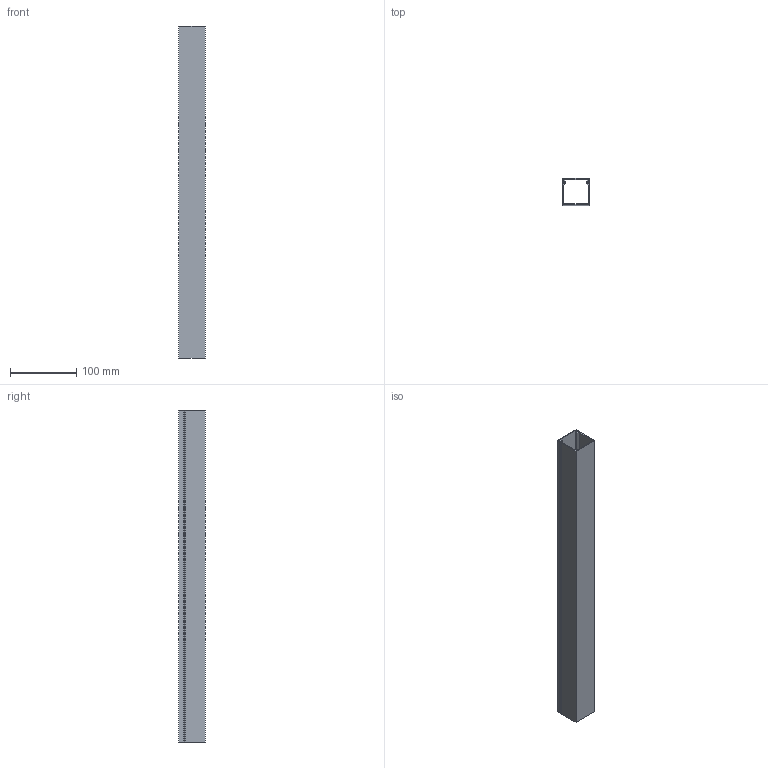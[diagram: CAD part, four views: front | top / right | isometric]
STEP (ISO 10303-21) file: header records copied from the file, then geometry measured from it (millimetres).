
FILE_DESCRIPTION (( 'STEP AP214' ), '1' );
FILE_NAME ('6027016.stp', '2017-02-13T09:22:14', ( '' ), ( '' ), 'SwSTEP 2.0', 'SolidWorks 2016', '' );
FILE_SCHEMA (( 'AUTOMOTIVE_DESIGN' ));
Length unit declared in the file: millimetre
Products named in the file (3): Oberteil; WDK_U_40040; 6027016
Assembly tree (2 placements, depth 2):
  6027016
    WDK_U_40040
    Oberteil
Bounding box: 40 x 40 x 500 mm (x, y, z)
Volume: 141195.3 mm3; surface area: 173920.9 mm2
Topology: 2 solids, 2 shells, 44 faces, 120 edges, 80 vertices
Faces by surface type: plane 37, cylinder 7
Entity records: 1961 total; most frequent: CARTESIAN_POINT 249, ORIENTED_EDGE 240, DIRECTION 232, EDGE_CURVE 120, VECTOR 106, LINE 106, VERTEX_POINT 80, AXIS2_PLACEMENT_3D 63
